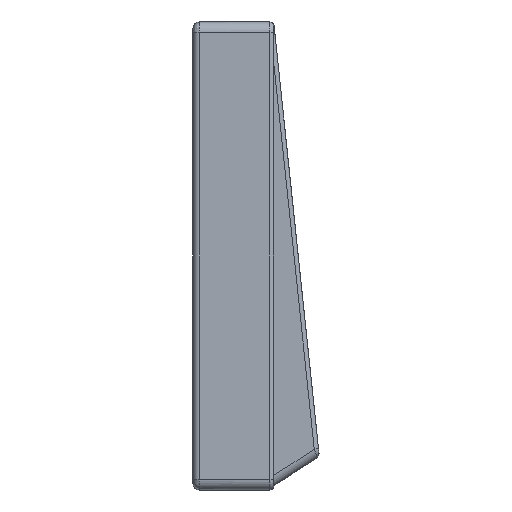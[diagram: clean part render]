
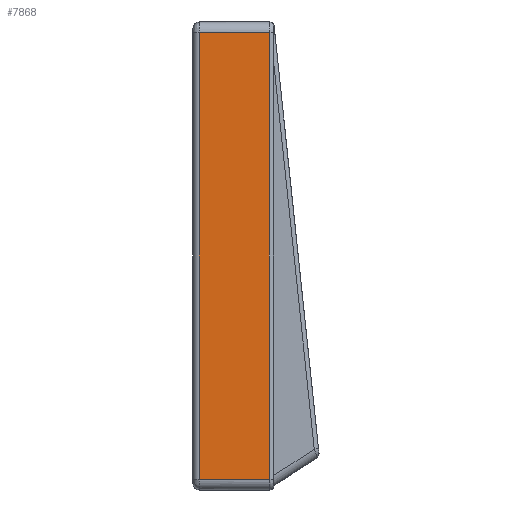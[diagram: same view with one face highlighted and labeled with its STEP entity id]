
A CAD part, left-side view. The second image highlights one B-rep face of the part: STEP entity #7868.
In plain terms, the highlighted planar face has unit normal (-1, 0, 0).
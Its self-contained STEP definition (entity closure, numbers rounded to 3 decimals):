
#189=PLANE('',#8542);
#501=FACE_OUTER_BOUND('',#957,.T.);
#957=EDGE_LOOP('',(#6221,#6222,#6223,#6224));
#2176=LINE('',#20863,#2775);
#2177=LINE('',#20865,#2776);
#2178=LINE('',#20867,#2777);
#2179=LINE('',#20868,#2778);
#2775=VECTOR('',#10122,1000.);
#2776=VECTOR('',#10123,10.);
#2777=VECTOR('',#10124,1000.);
#2778=VECTOR('',#10125,1000.);
#3612=VERTEX_POINT('',#20861);
#3613=VERTEX_POINT('',#20862);
#3614=VERTEX_POINT('',#20864);
#3615=VERTEX_POINT('',#20866);
#4637=EDGE_CURVE('',#3612,#3613,#2176,.T.);
#4638=EDGE_CURVE('',#3613,#3614,#2177,.T.);
#4639=EDGE_CURVE('',#3614,#3615,#2178,.T.);
#4640=EDGE_CURVE('',#3615,#3612,#2179,.T.);
#6221=ORIENTED_EDGE('',*,*,#4637,.T.);
#6222=ORIENTED_EDGE('',*,*,#4638,.T.);
#6223=ORIENTED_EDGE('',*,*,#4639,.T.);
#6224=ORIENTED_EDGE('',*,*,#4640,.T.);
#7868=ADVANCED_FACE('',(#501),#189,.F.);
#8542=AXIS2_PLACEMENT_3D('',#20860,#10120,#10121);
#10120=DIRECTION('center_axis',(1.,0.,0.));
#10121=DIRECTION('ref_axis',(0.,0.,-1.));
#10122=DIRECTION('',(0.,-1.,0.));
#10123=DIRECTION('',(0.,0.,1.));
#10124=DIRECTION('',(0.,1.,0.));
#10125=DIRECTION('',(0.,0.,-1.));
#20860=CARTESIAN_POINT('Origin',(-147.85,19.,-55.1));
#20861=CARTESIAN_POINT('',(-147.85,17.5,-52.6));
#20862=CARTESIAN_POINT('',(-147.85,1.,-52.6));
#20863=CARTESIAN_POINT('',(-147.85,19.,-52.6));
#20864=CARTESIAN_POINT('',(-147.85,1.,52.6));
#20865=CARTESIAN_POINT('',(-147.85,1.,-52.6));
#20866=CARTESIAN_POINT('',(-147.85,17.5,52.6));
#20867=CARTESIAN_POINT('',(-147.85,19.,52.6));
#20868=CARTESIAN_POINT('',(-147.85,17.5,-52.6));
